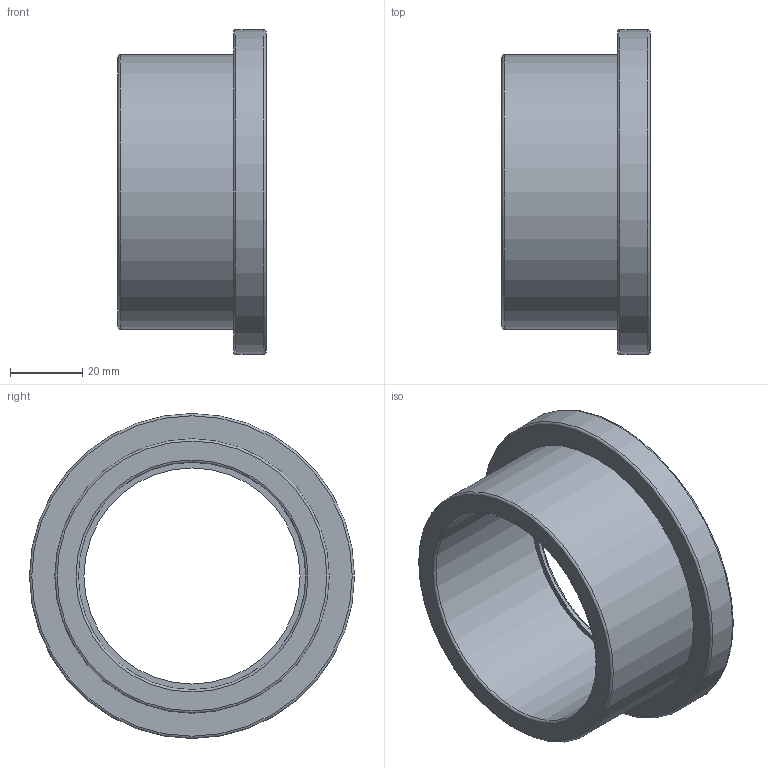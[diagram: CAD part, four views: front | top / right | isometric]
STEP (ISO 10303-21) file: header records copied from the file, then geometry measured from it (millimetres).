
FILE_DESCRIPTION(/* description */ ('PLASSON FLANGE(FLAT GASKET)C 63'),/* implementation_level */ '2;1');
FILE_NAME(/* name */ '055200063.ipt.stp',/* time_stamp */ '2017-12-07T16:05:04+02:00',/* author */ ('KIM'),/* organization */ (''),/* preprocessor_version */ 'ST-DEVELOPER v15.6',/* originating_system */ 'Autodesk Inventor 2015',/* authorisation */ '');
FILE_SCHEMA (('AUTOMOTIVE_DESIGN { 1 0 10303 214 3 1 1 }'));
Length unit declared in the file: millimetre
Products named in the file (1): 055200063
Bounding box: 41 x 90 x 90 mm (x, y, z)
Volume: 73110.7 mm3; surface area: 25743.4 mm2
Topology: 1 solids, 1 shells, 33 faces, 57 edges, 33 vertices
Faces by surface type: torus 15, plane 9, cylinder 9
Full cylindrical faces by diameter (mm): 59.85 x1, 63 x1, 64.875 x1, 69.9 x1, 74.925 x1, 76 x1, 79.95 x1, 84.975 x1, 90 x1
Entity records: 692 total; most frequent: DIRECTION 134, CARTESIAN_POINT 100, AXIS2_PLACEMENT_3D 67, EDGE_LOOP 66, ORIENTED_EDGE 66, FACE_BOUND 33, FACE_OUTER_BOUND 33, CIRCLE 33
